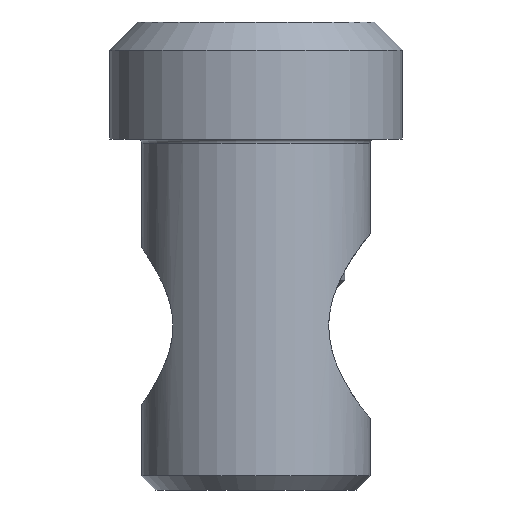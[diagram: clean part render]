
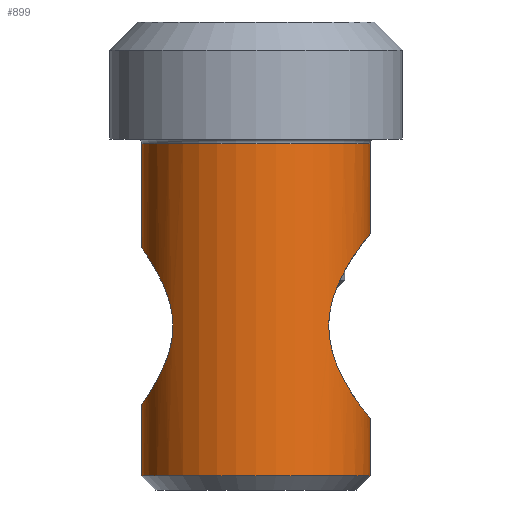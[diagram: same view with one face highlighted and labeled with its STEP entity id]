
A CAD part, front view. The second image highlights one B-rep face of the part: STEP entity #899.
In plain terms, the highlighted cylindrical face has radius 3.099 mm (diameter 6.198 mm), a full revolution.
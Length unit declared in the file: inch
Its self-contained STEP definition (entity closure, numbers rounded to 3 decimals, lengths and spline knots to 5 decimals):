
#633=CARTESIAN_POINT('',(-0.122,0.0,-0.40875));
#634=VERTEX_POINT('',#633);
#635=CARTESIAN_POINT('',(-0.122,0.0,-0.24125));
#636=VERTEX_POINT('',#635);
#637=CARTESIAN_POINT('',(-0.122,0.,-0.40875));
#638=CARTESIAN_POINT('',(-0.122,0.01092,-0.40875));
#639=CARTESIAN_POINT('',(-0.12041,0.02232,-0.40649));
#640=CARTESIAN_POINT('',(-0.11472,0.04286,-0.39781));
#641=CARTESIAN_POINT('',(-0.11065,0.05203,-0.39141));
#642=CARTESIAN_POINT('',(-0.10262,0.0665,-0.37694));
#643=CARTESIAN_POINT('',(-0.09803,0.07284,-0.36779));
#644=CARTESIAN_POINT('',(-0.09099,0.08146,-0.34738));
#645=CARTESIAN_POINT('',(-0.08871,0.08375,-0.33606));
#646=CARTESIAN_POINT('',(-0.08871,0.08375,-0.31394));
#647=CARTESIAN_POINT('',(-0.09099,0.08146,-0.30262));
#648=CARTESIAN_POINT('',(-0.09803,0.07284,-0.28221));
#649=CARTESIAN_POINT('',(-0.10262,0.0665,-0.27306));
#650=CARTESIAN_POINT('',(-0.11065,0.05203,-0.25859));
#651=CARTESIAN_POINT('',(-0.11472,0.04286,-0.25219));
#652=CARTESIAN_POINT('',(-0.12041,0.02232,-0.24351));
#653=CARTESIAN_POINT('',(-0.122,0.01092,-0.24125));
#654=CARTESIAN_POINT('',(-0.122,0.,-0.24125));
#655=B_SPLINE_CURVE_WITH_KNOTS('',3,(#637,#638,#639,#640,#641,#642,#643,#644,#645,#646,#647,#648,#649,#650,#651,#652,#653,#654),.UNSPECIFIED.,.F.,.U.,(4,2,2,2,2,2,2,2,4),(0.33497,0.41817,0.50137,0.58565,0.66994,0.75422,0.8385,0.92171,1.00491),.UNSPECIFIED.);
#656=EDGE_CURVE('',#634,#636,#655,.T.);
#658=CARTESIAN_POINT('',(-0.122,0.,-0.24125));
#659=CARTESIAN_POINT('',(-0.122,-0.01092,-0.24125));
#660=CARTESIAN_POINT('',(-0.12041,-0.02232,-0.24351));
#661=CARTESIAN_POINT('',(-0.11472,-0.04286,-0.25219));
#662=CARTESIAN_POINT('',(-0.11065,-0.05203,-0.25859));
#663=CARTESIAN_POINT('',(-0.10262,-0.0665,-0.27306));
#664=CARTESIAN_POINT('',(-0.09803,-0.07284,-0.28221));
#665=CARTESIAN_POINT('',(-0.09099,-0.08146,-0.30262));
#666=CARTESIAN_POINT('',(-0.08871,-0.08375,-0.31394));
#667=CARTESIAN_POINT('',(-0.08871,-0.08375,-0.325));
#668=CARTESIAN_POINT('',(-0.08871,-0.08375,-0.33606));
#669=CARTESIAN_POINT('',(-0.09099,-0.08146,-0.34738));
#670=CARTESIAN_POINT('',(-0.09803,-0.07284,-0.36779));
#671=CARTESIAN_POINT('',(-0.10262,-0.0665,-0.37694));
#672=CARTESIAN_POINT('',(-0.11065,-0.05203,-0.39141));
#673=CARTESIAN_POINT('',(-0.11472,-0.04286,-0.39781));
#674=CARTESIAN_POINT('',(-0.12041,-0.02232,-0.40649));
#675=CARTESIAN_POINT('',(-0.122,-0.01092,-0.40875));
#676=CARTESIAN_POINT('',(-0.122,0.,-0.40875));
#677=B_SPLINE_CURVE_WITH_KNOTS('',3,(#658,#659,#660,#661,#662,#663,#664,#665,#666,#667,#668,#669,#670,#671,#672,#673,#674,#675,#676),.UNSPECIFIED.,.F.,.U.,(4,2,2,2,3,2,2,2,4),(1.00491,1.08811,1.17131,1.25559,1.33988,1.42416,1.50844,1.59164,1.67484),.UNSPECIFIED.);
#678=EDGE_CURVE('',#636,#634,#677,.T.);
#821=CARTESIAN_POINT('',(0.07776,-0.094,-0.325));
#822=VERTEX_POINT('',#821);
#831=CARTESIAN_POINT('',(0.07774,-0.094,-0.32498));
#832=CARTESIAN_POINT('',(0.07773,-0.09402,-0.33879));
#833=CARTESIAN_POINT('',(0.08093,-0.09151,-0.35274));
#834=CARTESIAN_POINT('',(0.08911,-0.08348,-0.37369));
#835=CARTESIAN_POINT('',(0.09547,-0.07649,-0.3859));
#836=CARTESIAN_POINT('',(0.1034,-0.06505,-0.39856));
#837=CARTESIAN_POINT('',(0.11223,-0.0496,-0.41141));
#838=CARTESIAN_POINT('',(0.1195,-0.02932,-0.42064));
#839=CARTESIAN_POINT('',(0.12179,-0.00954,-0.42349));
#840=CARTESIAN_POINT('',(0.12278,0.0173,-0.42463));
#841=CARTESIAN_POINT('',(0.11515,0.04493,-0.41562));
#842=CARTESIAN_POINT('',(0.1032,0.06528,-0.39828));
#843=CARTESIAN_POINT('',(0.0953,0.07673,-0.38558));
#844=CARTESIAN_POINT('',(0.08471,0.08822,-0.36526));
#845=CARTESIAN_POINT('',(0.07661,0.09492,-0.33551));
#846=CARTESIAN_POINT('',(0.07849,0.09349,-0.30379));
#847=CARTESIAN_POINT('',(0.08798,0.08501,-0.27808));
#848=CARTESIAN_POINT('',(0.09638,0.07504,-0.26278));
#849=CARTESIAN_POINT('',(0.1043,0.06373,-0.24992));
#850=CARTESIAN_POINT('',(0.11334,0.04786,-0.23713));
#851=CARTESIAN_POINT('',(0.12161,0.01974,-0.2267));
#852=CARTESIAN_POINT('',(0.12283,-0.0099,-0.22524));
#853=CARTESIAN_POINT('',(0.11672,-0.03923,-0.23276));
#854=CARTESIAN_POINT('',(0.1054,-0.06285,-0.2481));
#855=CARTESIAN_POINT('',(0.09319,-0.07948,-0.26761));
#856=CARTESIAN_POINT('',(0.08123,-0.09134,-0.29401));
#857=CARTESIAN_POINT('',(0.07775,-0.09399,-0.3147));
#858=CARTESIAN_POINT('',(0.07774,-0.094,-0.32498));
#859=B_SPLINE_CURVE_WITH_KNOTS('',3,(#831,#832,#833,#834,#835,#836,#837,#838,#839,#840,#841,#842,#843,#844,#845,#846,#847,#848,#849,#850,#851,#852,#853,#854,#855,#856,#857,#858),.UNSPECIFIED.,.T.,.U.,(4,2,1,1,1,1,1,1,1,1,1,1,1,1,1,1,1,1,1,1,1,1,1,1,4),(-1.33988,-1.25559,-1.19281,-1.16142,-1.13003,-1.05156,-1.02017,-1.00447,-0.87891,-0.84752,-0.81613,-0.75336,-0.69058,-0.6278,-0.56502,-0.51793,-0.50224,-0.43946,-0.37668,-0.3139,-0.25112,-0.18834,-0.12556,-0.06278,0.0),.UNSPECIFIED.);
#860=EDGE_CURVE('',#822,#822,#859,.T.);
#865=CARTESIAN_POINT('',(0.0,0.0,-0.125));
#866=DIRECTION('',(0.0,0.0,-1.0));
#867=DIRECTION('',(1.0,0.0,0.0));
#868=AXIS2_PLACEMENT_3D('',#865,#866,#867);
#869=CYLINDRICAL_SURFACE('',#868,0.122);
#870=CARTESIAN_POINT('',(-0.122,0.,-0.485));
#871=VERTEX_POINT('',#870);
#872=CARTESIAN_POINT('',(0.0,0.0,-0.485));
#873=DIRECTION('',(0.0,0.0,-1.0));
#874=DIRECTION('',(1.0,0.0,0.0));
#875=AXIS2_PLACEMENT_3D('',#872,#873,#874);
#876=CIRCLE('',#875,0.122);
#877=EDGE_CURVE('',#871,#871,#876,.T.);
#878=ORIENTED_EDGE('',*,*,#877,.F.);
#879=EDGE_LOOP('',(#878));
#880=FACE_OUTER_BOUND('',#879,.T.);
#881=CARTESIAN_POINT('',(-0.122,0.,-0.13));
#882=VERTEX_POINT('',#881);
#883=CARTESIAN_POINT('',(0.0,0.0,-0.13));
#884=DIRECTION('',(0.0,0.0,1.0));
#885=DIRECTION('',(1.0,0.0,0.0));
#886=AXIS2_PLACEMENT_3D('',#883,#884,#885);
#887=CIRCLE('',#886,0.122);
#888=EDGE_CURVE('',#882,#882,#887,.T.);
#889=ORIENTED_EDGE('',*,*,#888,.F.);
#890=EDGE_LOOP('',(#889));
#891=FACE_BOUND('',#890,.T.);
#892=ORIENTED_EDGE('',*,*,#656,.T.);
#893=ORIENTED_EDGE('',*,*,#678,.T.);
#894=EDGE_LOOP('',(#892,#893));
#895=FACE_BOUND('',#894,.T.);
#896=ORIENTED_EDGE('',*,*,#860,.F.);
#897=EDGE_LOOP('',(#896));
#898=FACE_BOUND('',#897,.T.);
#899=ADVANCED_FACE('',(#880,#891,#895,#898),#869,.T.);
